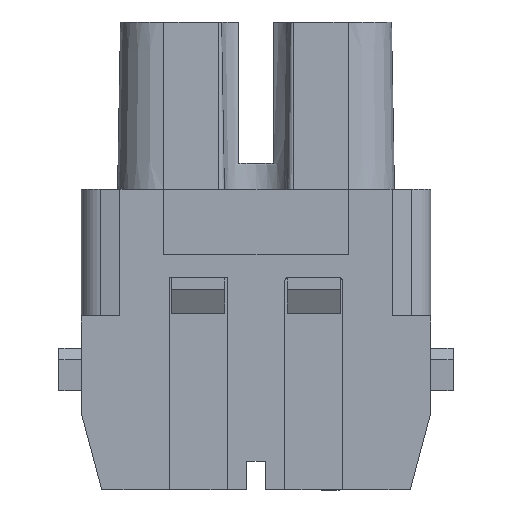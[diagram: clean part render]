
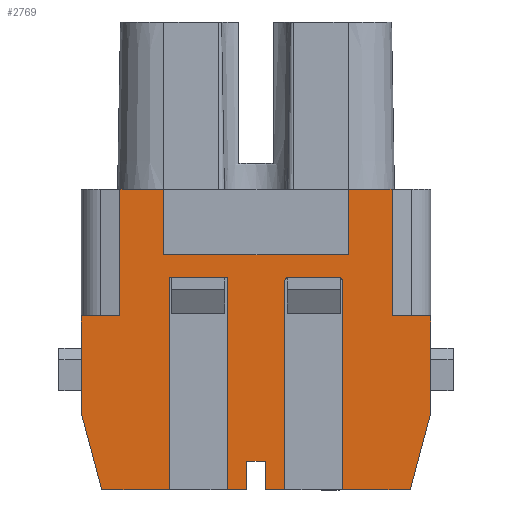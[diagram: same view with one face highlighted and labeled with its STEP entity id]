
A CAD part, left-side view. The second image highlights one B-rep face of the part: STEP entity #2769.
In plain terms, the highlighted planar face has unit normal (-1, 0, 0).
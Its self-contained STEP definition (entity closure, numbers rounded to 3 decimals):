
#2184=FACE_OUTER_BOUND('',#3306,.T.);
#2470=PLANE('',#9666);
#2769=ADVANCED_FACE('',(#2184),#2470,.T.);
#3306=EDGE_LOOP('',(#4091,#4092,#4093,#4094,#4095,#4096,#4097,#4098,#4099,
#4100,#4101,#4102,#4103,#4104,#4105,#4106,#4107,#4108,#4109,#4110,#4111,
#4112,#4113,#4114,#4115,#4116,#4117,#4118));
#4091=ORIENTED_EDGE('',*,*,#6184,.T.);
#4092=ORIENTED_EDGE('',*,*,#6186,.T.);
#4093=ORIENTED_EDGE('',*,*,#6006,.T.);
#4094=ORIENTED_EDGE('',*,*,#6187,.T.);
#4095=ORIENTED_EDGE('',*,*,#6181,.T.);
#4096=ORIENTED_EDGE('',*,*,#6106,.T.);
#4097=ORIENTED_EDGE('',*,*,#5942,.T.);
#4098=ORIENTED_EDGE('',*,*,#6188,.T.);
#4099=ORIENTED_EDGE('',*,*,#6189,.F.);
#4100=ORIENTED_EDGE('',*,*,#6190,.T.);
#4101=ORIENTED_EDGE('',*,*,#6191,.T.);
#4102=ORIENTED_EDGE('',*,*,#6192,.T.);
#4103=ORIENTED_EDGE('',*,*,#6193,.F.);
#4104=ORIENTED_EDGE('',*,*,#6194,.T.);
#4105=ORIENTED_EDGE('',*,*,#6195,.T.);
#4106=ORIENTED_EDGE('',*,*,#6196,.T.);
#4107=ORIENTED_EDGE('',*,*,#5905,.F.);
#4108=ORIENTED_EDGE('',*,*,#6197,.T.);
#4109=ORIENTED_EDGE('',*,*,#6198,.T.);
#4110=ORIENTED_EDGE('',*,*,#6199,.T.);
#4111=ORIENTED_EDGE('',*,*,#6200,.T.);
#4112=ORIENTED_EDGE('',*,*,#6201,.T.);
#4113=ORIENTED_EDGE('',*,*,#5901,.F.);
#4114=ORIENTED_EDGE('',*,*,#6202,.T.);
#4115=ORIENTED_EDGE('',*,*,#5949,.T.);
#4116=ORIENTED_EDGE('',*,*,#6085,.T.);
#4117=ORIENTED_EDGE('',*,*,#6203,.T.);
#4118=ORIENTED_EDGE('',*,*,#6204,.T.);
#5322=VERTEX_POINT('',#11959);
#5329=VERTEX_POINT('',#11972);
#5330=VERTEX_POINT('',#11974);
#5333=VERTEX_POINT('',#11980);
#5363=VERTEX_POINT('',#12125);
#5370=VERTEX_POINT('',#12138);
#5377=VERTEX_POINT('',#12154);
#5378=VERTEX_POINT('',#12155);
#5431=VERTEX_POINT('',#12316);
#5432=VERTEX_POINT('',#12318);
#5502=VERTEX_POINT('',#12548);
#5512=VERTEX_POINT('',#12588);
#5554=VERTEX_POINT('',#12754);
#5555=VERTEX_POINT('',#12758);
#5556=VERTEX_POINT('',#12760);
#5557=VERTEX_POINT('',#12766);
#5558=VERTEX_POINT('',#12768);
#5559=VERTEX_POINT('',#12770);
#5560=VERTEX_POINT('',#12772);
#5561=VERTEX_POINT('',#12774);
#5562=VERTEX_POINT('',#12776);
#5563=VERTEX_POINT('',#12778);
#5564=VERTEX_POINT('',#12780);
#5565=VERTEX_POINT('',#12783);
#5566=VERTEX_POINT('',#12785);
#5567=VERTEX_POINT('',#12787);
#5568=VERTEX_POINT('',#12789);
#5569=VERTEX_POINT('',#12793);
#5901=EDGE_CURVE('',#5329,#5330,#7525,.T.);
#5905=EDGE_CURVE('',#5333,#5322,#7529,.T.);
#5942=EDGE_CURVE('',#5363,#5370,#7547,.T.);
#5949=EDGE_CURVE('',#5377,#5378,#7554,.T.);
#6006=EDGE_CURVE('',#5431,#5432,#7597,.T.);
#6085=EDGE_CURVE('',#5378,#5502,#7643,.T.);
#6106=EDGE_CURVE('',#5512,#5363,#7662,.T.);
#6181=EDGE_CURVE('',#5554,#5512,#7720,.T.);
#6184=EDGE_CURVE('',#5556,#5555,#7723,.T.);
#6186=EDGE_CURVE('',#5555,#5431,#7725,.T.);
#6187=EDGE_CURVE('',#5432,#5554,#7726,.T.);
#6188=EDGE_CURVE('',#5370,#5557,#7727,.T.);
#6189=EDGE_CURVE('',#5558,#5557,#7728,.T.);
#6190=EDGE_CURVE('',#5558,#5559,#7729,.T.);
#6191=EDGE_CURVE('',#5559,#5560,#7730,.T.);
#6192=EDGE_CURVE('',#5560,#5561,#7731,.T.);
#6193=EDGE_CURVE('',#5562,#5561,#7732,.T.);
#6194=EDGE_CURVE('',#5562,#5563,#7733,.T.);
#6195=EDGE_CURVE('',#5563,#5564,#7734,.T.);
#6196=EDGE_CURVE('',#5564,#5322,#7735,.T.);
#6197=EDGE_CURVE('',#5333,#5565,#7736,.T.);
#6198=EDGE_CURVE('',#5565,#5566,#6933,.T.);
#6199=EDGE_CURVE('',#5566,#5567,#7737,.T.);
#6200=EDGE_CURVE('',#5567,#5568,#6934,.T.);
#6201=EDGE_CURVE('',#5568,#5330,#7738,.T.);
#6202=EDGE_CURVE('',#5329,#5377,#7739,.T.);
#6203=EDGE_CURVE('',#5502,#5569,#7740,.T.);
#6204=EDGE_CURVE('',#5569,#5556,#7741,.T.);
#6933=CIRCLE('',#9664,0.3);
#6934=CIRCLE('',#9665,0.3);
#7525=LINE('',#11973,#8241);
#7529=LINE('',#11981,#8245);
#7547=LINE('',#12139,#8263);
#7554=LINE('',#12153,#8270);
#7597=LINE('',#12319,#8313);
#7643=LINE('',#12549,#8359);
#7662=LINE('',#12592,#8378);
#7720=LINE('',#12753,#8436);
#7723=LINE('',#12759,#8439);
#7725=LINE('',#12763,#8441);
#7726=LINE('',#12764,#8442);
#7727=LINE('',#12765,#8443);
#7728=LINE('',#12767,#8444);
#7729=LINE('',#12769,#8445);
#7730=LINE('',#12771,#8446);
#7731=LINE('',#12773,#8447);
#7732=LINE('',#12775,#8448);
#7733=LINE('',#12777,#8449);
#7734=LINE('',#12779,#8450);
#7735=LINE('',#12781,#8451);
#7736=LINE('',#12782,#8452);
#7737=LINE('',#12786,#8453);
#7738=LINE('',#12790,#8454);
#7739=LINE('',#12791,#8455);
#7740=LINE('',#12792,#8456);
#7741=LINE('',#12794,#8457);
#8241=VECTOR('',#10133,1.);
#8245=VECTOR('',#10137,1.);
#8263=VECTOR('',#10161,1.);
#8270=VECTOR('',#10170,1.);
#8313=VECTOR('',#10263,1.);
#8359=VECTOR('',#10361,1.);
#8378=VECTOR('',#10406,1.);
#8436=VECTOR('',#10578,1.);
#8439=VECTOR('',#10583,1.);
#8441=VECTOR('',#10587,1.);
#8442=VECTOR('',#10588,1.);
#8443=VECTOR('',#10589,1.);
#8444=VECTOR('',#10590,1.);
#8445=VECTOR('',#10591,1.);
#8446=VECTOR('',#10592,1.);
#8447=VECTOR('',#10593,1.);
#8448=VECTOR('',#10594,1.);
#8449=VECTOR('',#10595,1.);
#8450=VECTOR('',#10596,1.);
#8451=VECTOR('',#10597,1.);
#8452=VECTOR('',#10598,1.);
#8453=VECTOR('',#10601,1.);
#8454=VECTOR('',#10604,1.);
#8455=VECTOR('',#10605,1.);
#8456=VECTOR('',#10606,1.);
#8457=VECTOR('',#10607,1.);
#9664=AXIS2_PLACEMENT_3D('',#12784,#10599,#10600);
#9665=AXIS2_PLACEMENT_3D('',#12788,#10602,#10603);
#9666=AXIS2_PLACEMENT_3D('',#12795,#10608,#10609);
#10133=DIRECTION('',(0.,1.,0.));
#10137=DIRECTION('',(0.,1.,0.));
#10161=DIRECTION('',(0.,0.,-1.));
#10170=DIRECTION('',(0.,0.,1.));
#10263=DIRECTION('',(0.,0.,1.));
#10361=DIRECTION('',(0.,1.,0.));
#10406=DIRECTION('',(0.,1.,0.));
#10578=DIRECTION('',(0.,0.,-1.));
#10583=DIRECTION('',(0.,0.,-1.));
#10587=DIRECTION('',(0.,1.,0.));
#10588=DIRECTION('',(0.,1.,0.));
#10589=DIRECTION('',(0.,-0.259,-0.966));
#10590=DIRECTION('',(0.,1.,0.));
#10591=DIRECTION('',(0.,0.,1.));
#10592=DIRECTION('',(0.,-1.,0.));
#10593=DIRECTION('',(0.,0.,-1.));
#10594=DIRECTION('',(0.,1.,0.));
#10595=DIRECTION('',(0.,0.,1.));
#10596=DIRECTION('',(0.,-1.,0.));
#10597=DIRECTION('',(0.,0.,-1.));
#10598=DIRECTION('',(0.,0.,1.));
#10599=DIRECTION('',(1.,0.,0.));
#10600=DIRECTION('',(0.,1.,0.));
#10601=DIRECTION('',(0.,-1.,0.));
#10602=DIRECTION('',(1.,0.,0.));
#10603=DIRECTION('',(0.,0.,1.));
#10604=DIRECTION('',(0.,0.,-1.));
#10605=DIRECTION('',(0.,-0.259,0.966));
#10606=DIRECTION('',(0.,0.,1.));
#10607=DIRECTION('',(0.,1.,0.));
#10608=DIRECTION('',(-1.,0.,0.));
#10609=DIRECTION('',(0.,-1.,0.));
#11959=CARTESIAN_POINT('',(-7.3,-0.8,-8.6));
#11972=CARTESIAN_POINT('',(-7.3,-13.382,-8.6));
#11973=CARTESIAN_POINT('',(-7.3,15.15,-8.6));
#11974=CARTESIAN_POINT('',(-7.3,-7.5,-8.6));
#11980=CARTESIAN_POINT('',(-7.3,-2.5,-8.6));
#11981=CARTESIAN_POINT('',(-7.3,15.15,-8.6));
#12125=CARTESIAN_POINT('',(-7.3,15.15,6.5));
#12138=CARTESIAN_POINT('',(-7.3,15.15,-2.));
#12139=CARTESIAN_POINT('',(-7.3,15.15,1.5));
#12153=CARTESIAN_POINT('',(-7.3,-15.15,5.5));
#12154=CARTESIAN_POINT('',(-7.3,-15.15,-2.));
#12155=CARTESIAN_POINT('',(-7.3,-15.15,6.5));
#12316=CARTESIAN_POINT('',(-7.3,8.,11.8));
#12318=CARTESIAN_POINT('',(-7.3,8.,17.5));
#12319=CARTESIAN_POINT('',(-7.3,8.,12.7));
#12548=CARTESIAN_POINT('',(-7.3,-11.8,6.5));
#12549=CARTESIAN_POINT('',(-7.3,-14.35,6.5));
#12588=CARTESIAN_POINT('',(-7.3,11.8,6.5));
#12592=CARTESIAN_POINT('',(-7.3,11.668,6.5));
#12753=CARTESIAN_POINT('',(-7.3,11.8,18.));
#12754=CARTESIAN_POINT('',(-7.3,11.8,17.5));
#12758=CARTESIAN_POINT('',(-7.3,-8.,11.8));
#12759=CARTESIAN_POINT('',(-7.3,-8.,17.5));
#12760=CARTESIAN_POINT('',(-7.3,-8.,17.5));
#12763=CARTESIAN_POINT('',(-7.3,-7.8,11.8));
#12764=CARTESIAN_POINT('',(-7.3,8.,17.5));
#12765=CARTESIAN_POINT('',(-7.3,15.15,-2.));
#12766=CARTESIAN_POINT('',(-7.3,13.382,-8.6));
#12767=CARTESIAN_POINT('',(-7.3,15.15,-8.6));
#12768=CARTESIAN_POINT('',(-7.3,7.5,-8.6));
#12769=CARTESIAN_POINT('',(-7.3,7.5,-7.6));
#12770=CARTESIAN_POINT('',(-7.3,7.5,9.85));
#12771=CARTESIAN_POINT('',(-7.3,7.2,9.85));
#12772=CARTESIAN_POINT('',(-7.3,2.5,9.85));
#12773=CARTESIAN_POINT('',(-7.3,2.5,9.55));
#12774=CARTESIAN_POINT('',(-7.3,2.5,-8.6));
#12775=CARTESIAN_POINT('',(-7.3,15.15,-8.6));
#12776=CARTESIAN_POINT('',(-7.3,0.8,-8.6));
#12777=CARTESIAN_POINT('',(-7.3,0.8,-7.6));
#12778=CARTESIAN_POINT('',(-7.3,0.8,-6.1));
#12779=CARTESIAN_POINT('',(-7.3,0.8,-6.1));
#12780=CARTESIAN_POINT('',(-7.3,-0.8,-6.1));
#12781=CARTESIAN_POINT('',(-7.3,-0.8,-6.1));
#12782=CARTESIAN_POINT('',(-7.3,-2.5,-7.6));
#12783=CARTESIAN_POINT('',(-7.3,-2.5,9.55));
#12784=CARTESIAN_POINT('',(-7.3,-2.8,9.55));
#12785=CARTESIAN_POINT('',(-7.3,-2.8,9.85));
#12786=CARTESIAN_POINT('',(-7.3,-2.8,9.85));
#12787=CARTESIAN_POINT('',(-7.3,-7.2,9.85));
#12788=CARTESIAN_POINT('',(-7.3,-7.2,9.55));
#12789=CARTESIAN_POINT('',(-7.3,-7.5,9.55));
#12790=CARTESIAN_POINT('',(-7.3,-7.5,9.55));
#12791=CARTESIAN_POINT('',(-7.3,-13.649,-7.6));
#12792=CARTESIAN_POINT('',(-7.3,-11.8,18.));
#12793=CARTESIAN_POINT('',(-7.3,-11.8,17.5));
#12794=CARTESIAN_POINT('',(-7.3,-10.8,17.5));
#12795=CARTESIAN_POINT('',(-7.3,15.15,1.5));
